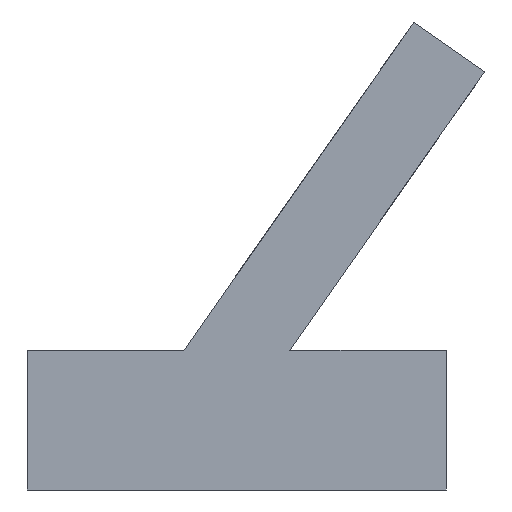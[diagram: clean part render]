
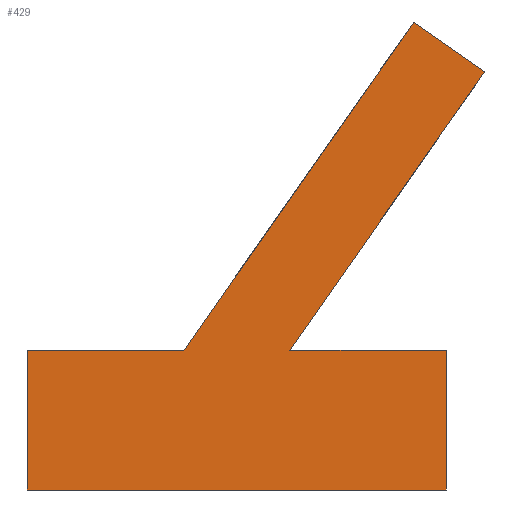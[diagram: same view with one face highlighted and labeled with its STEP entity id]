
A CAD part, front view. The second image highlights one B-rep face of the part: STEP entity #429.
In plain terms, the highlighted planar face has unit normal (0, -1, 0).
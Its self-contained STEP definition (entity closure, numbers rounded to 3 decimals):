
#47=FACE_OUTER_BOUND('',#70,.T.);
#70=EDGE_LOOP('',(#337,#338,#339,#340,#341,#342,#343,#344));
#90=LINE('',#633,#138);
#96=LINE('',#646,#144);
#111=LINE('',#676,#159);
#115=LINE('',#687,#163);
#116=LINE('',#690,#164);
#117=LINE('',#692,#165);
#118=LINE('',#693,#166);
#119=LINE('',#694,#167);
#138=VECTOR('',#510,10.);
#144=VECTOR('',#520,10.);
#159=VECTOR('',#547,10.);
#163=VECTOR('',#557,10.);
#164=VECTOR('',#560,10.);
#165=VECTOR('',#561,10.);
#166=VECTOR('',#562,10.);
#167=VECTOR('',#563,10.);
#185=VERTEX_POINT('',#630);
#186=VERTEX_POINT('',#632);
#191=VERTEX_POINT('',#645);
#200=VERTEX_POINT('',#674);
#201=VERTEX_POINT('',#680);
#204=VERTEX_POINT('',#685);
#205=VERTEX_POINT('',#689);
#206=VERTEX_POINT('',#691);
#226=EDGE_CURVE('',#185,#186,#90,.T.);
#232=EDGE_CURVE('',#191,#186,#96,.T.);
#249=EDGE_CURVE('',#200,#185,#111,.T.);
#253=EDGE_CURVE('',#201,#204,#115,.T.);
#254=EDGE_CURVE('',#205,#200,#116,.T.);
#255=EDGE_CURVE('',#206,#205,#117,.T.);
#256=EDGE_CURVE('',#206,#201,#118,.T.);
#257=EDGE_CURVE('',#191,#204,#119,.T.);
#337=ORIENTED_EDGE('',*,*,#232,.T.);
#338=ORIENTED_EDGE('',*,*,#226,.F.);
#339=ORIENTED_EDGE('',*,*,#249,.F.);
#340=ORIENTED_EDGE('',*,*,#254,.F.);
#341=ORIENTED_EDGE('',*,*,#255,.F.);
#342=ORIENTED_EDGE('',*,*,#256,.T.);
#343=ORIENTED_EDGE('',*,*,#253,.T.);
#344=ORIENTED_EDGE('',*,*,#257,.F.);
#411=PLANE('',#477);
#429=ADVANCED_FACE('',(#47),#411,.T.);
#477=AXIS2_PLACEMENT_3D('',#688,#558,#559);
#510=DIRECTION('',(0.819,0.,-0.574));
#520=DIRECTION('',(0.574,0.,0.819));
#547=DIRECTION('',(0.574,0.,0.819));
#557=DIRECTION('',(0.,0.,1.));
#558=DIRECTION('center_axis',(0.,-1.,0.));
#559=DIRECTION('ref_axis',(1.,0.,0.));
#560=DIRECTION('',(1.,0.,0.));
#561=DIRECTION('',(0.,0.,1.));
#562=DIRECTION('',(1.,0.,0.));
#563=DIRECTION('',(1.,0.,0.));
#630=CARTESIAN_POINT('',(25.319,-2.5,66.973));
#632=CARTESIAN_POINT('',(35.48,-2.5,59.858));
#633=CARTESIAN_POINT('',(19.666,-2.5,70.931));
#645=CARTESIAN_POINT('',(7.572,-2.5,20.));
#646=CARTESIAN_POINT('',(31.178,-2.5,53.714));
#674=CARTESIAN_POINT('',(-7.572,-2.5,20.));
#676=CARTESIAN_POINT('',(21.017,-2.5,60.829));
#680=CARTESIAN_POINT('',(30.,-2.5,0.));
#685=CARTESIAN_POINT('',(30.,-2.5,20.));
#687=CARTESIAN_POINT('',(30.,-2.5,0.));
#688=CARTESIAN_POINT('Origin',(-30.,-2.5,0.));
#689=CARTESIAN_POINT('',(-30.,-2.5,20.));
#690=CARTESIAN_POINT('',(-30.,-2.5,20.));
#691=CARTESIAN_POINT('',(-30.,-2.5,0.));
#692=CARTESIAN_POINT('',(-30.,-2.5,0.));
#693=CARTESIAN_POINT('',(-30.,-2.5,0.));
#694=CARTESIAN_POINT('',(-30.,-2.5,20.));
